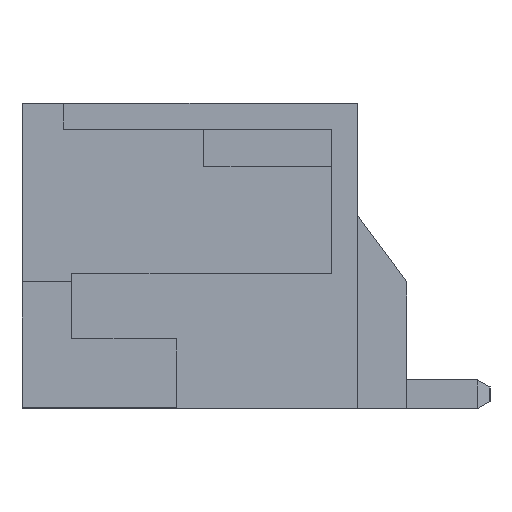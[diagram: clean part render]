
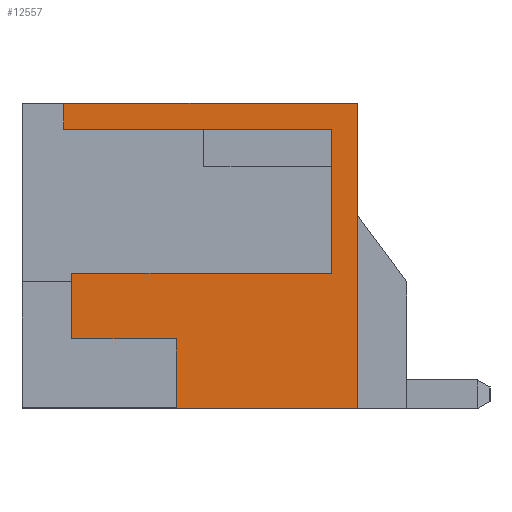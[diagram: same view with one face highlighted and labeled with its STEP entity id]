
A CAD part, left-side view. The second image highlights one B-rep face of the part: STEP entity #12557.
In plain terms, the highlighted planar face has unit normal (-1, 0, 0).
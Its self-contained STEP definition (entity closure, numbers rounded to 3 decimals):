
#1900=ORIENTED_EDGE('',*,*,#3683,.F.);
#1901=ORIENTED_EDGE('',*,*,#3663,.F.);
#1902=ORIENTED_EDGE('',*,*,#3666,.F.);
#1903=ORIENTED_EDGE('',*,*,#3671,.F.);
#1904=ORIENTED_EDGE('',*,*,#3694,.F.);
#1905=ORIENTED_EDGE('',*,*,#3675,.F.);
#1906=ORIENTED_EDGE('',*,*,#3693,.F.);
#1907=ORIENTED_EDGE('',*,*,#2940,.F.);
#1908=ORIENTED_EDGE('',*,*,#2892,.F.);
#1909=ORIENTED_EDGE('',*,*,#3682,.F.);
#2892=EDGE_CURVE('',#4155,#4156,#4964,.T.);
#2940=EDGE_CURVE('',#4156,#4198,#5012,.T.);
#3663=EDGE_CURVE('',#4650,#4651,#5735,.T.);
#3666=EDGE_CURVE('',#4652,#4650,#5738,.T.);
#3671=EDGE_CURVE('',#4655,#4652,#5743,.T.);
#3675=EDGE_CURVE('',#4657,#4658,#5747,.T.);
#3682=EDGE_CURVE('',#4660,#4155,#5754,.T.);
#3683=EDGE_CURVE('',#4651,#4660,#5755,.T.);
#3693=EDGE_CURVE('',#4198,#4657,#5765,.T.);
#3694=EDGE_CURVE('',#4658,#4655,#5766,.T.);
#4155=VERTEX_POINT('',#15281);
#4156=VERTEX_POINT('',#15283);
#4198=VERTEX_POINT('',#15378);
#4650=VERTEX_POINT('',#16847);
#4651=VERTEX_POINT('',#16849);
#4652=VERTEX_POINT('',#16853);
#4655=VERTEX_POINT('',#16862);
#4657=VERTEX_POINT('',#16870);
#4658=VERTEX_POINT('',#16872);
#4660=VERTEX_POINT('',#16883);
#4964=LINE('',#15282,#5962);
#5012=LINE('',#15377,#6010);
#5735=LINE('',#16848,#6733);
#5738=LINE('',#16854,#6736);
#5743=LINE('',#16863,#6741);
#5747=LINE('',#16871,#6745);
#5754=LINE('',#16884,#6752);
#5755=LINE('',#16886,#6753);
#5765=LINE('',#16904,#6763);
#5766=LINE('',#16906,#6764);
#5962=VECTOR('',#13300,1000.);
#6010=VECTOR('',#13358,1000.);
#6733=VECTOR('',#14671,1000.);
#6736=VECTOR('',#14676,1000.);
#6741=VECTOR('',#14683,1000.);
#6745=VECTOR('',#14691,1000.);
#6752=VECTOR('',#14704,1000.);
#6753=VECTOR('',#14707,1000.);
#6763=VECTOR('',#14725,1000.);
#6764=VECTOR('',#14728,1000.);
#7287=EDGE_LOOP('',(#1900,#1901,#1902,#1903,#1904,#1905,#1906,#1907,#1908,
#1909));
#7855=FACE_BOUND('',#7287,.T.);
#8396=PLANE('',#13107);
#12557=ADVANCED_FACE('',(#7855),#8396,.F.);
#13107=AXIS2_PLACEMENT_3D('',#16907,#14729,#14730);
#13300=DIRECTION('',(0.,-1.,0.));
#13358=DIRECTION('',(0.,0.,-1.));
#14671=DIRECTION('',(0.,0.,1.));
#14676=DIRECTION('',(0.,-1.,0.));
#14683=DIRECTION('',(0.,0.,1.));
#14691=DIRECTION('',(0.,0.,1.));
#14704=DIRECTION('',(0.,0.,1.));
#14707=DIRECTION('',(0.,1.,0.));
#14725=DIRECTION('',(0.,1.,0.));
#14728=DIRECTION('',(0.,1.,0.));
#14729=DIRECTION('',(1.,0.,0.));
#14730=DIRECTION('',(0.,0.,-1.));
#15281=CARTESIAN_POINT('',(-15.073,7.521,5.385));
#15282=CARTESIAN_POINT('',(-15.073,7.521,5.385));
#15283=CARTESIAN_POINT('',(-15.073,2.337,5.385));
#15377=CARTESIAN_POINT('',(-15.073,2.337,5.385));
#15378=CARTESIAN_POINT('',(-15.073,2.337,0.));
#16847=CARTESIAN_POINT('',(-15.073,2.794,2.389));
#16848=CARTESIAN_POINT('',(-15.073,2.794,2.389));
#16849=CARTESIAN_POINT('',(-15.073,2.794,4.928));
#16853=CARTESIAN_POINT('',(-15.073,7.378,2.389));
#16854=CARTESIAN_POINT('',(-15.073,7.378,2.389));
#16862=CARTESIAN_POINT('',(-15.073,7.378,1.231));
#16863=CARTESIAN_POINT('',(-15.073,7.378,1.231));
#16870=CARTESIAN_POINT('',(-15.073,5.532,0.));
#16871=CARTESIAN_POINT('',(-15.073,5.532,0.));
#16872=CARTESIAN_POINT('',(-15.073,5.532,1.231));
#16883=CARTESIAN_POINT('',(-15.073,7.521,4.928));
#16884=CARTESIAN_POINT('',(-15.073,7.521,5.385));
#16886=CARTESIAN_POINT('',(-15.073,2.794,4.928));
#16904=CARTESIAN_POINT('',(-15.073,2.337,0.));
#16906=CARTESIAN_POINT('',(-15.073,5.532,1.231));
#16907=CARTESIAN_POINT('',(-15.073,0.,0.));
